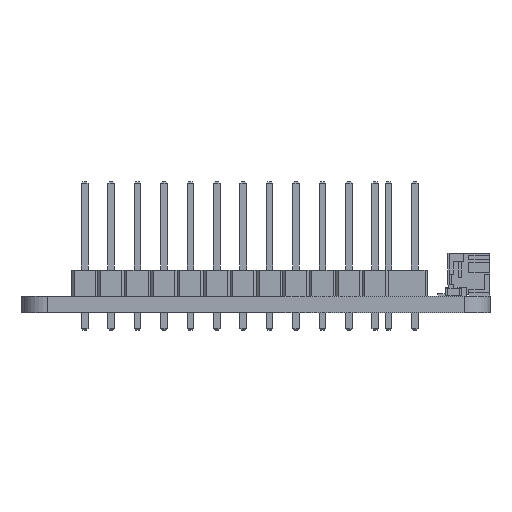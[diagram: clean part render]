
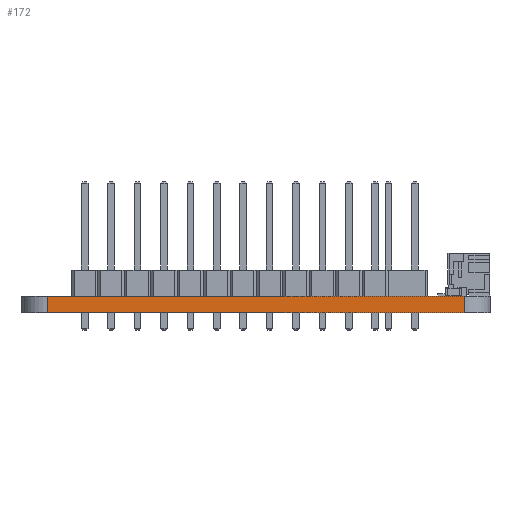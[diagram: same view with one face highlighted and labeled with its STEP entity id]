
A CAD part, left-side view. The second image highlights one B-rep face of the part: STEP entity #172.
In plain terms, the highlighted planar face has unit normal (-1, 0, 0).
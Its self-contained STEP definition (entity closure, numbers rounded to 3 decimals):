
#112 = VERTEX_POINT('',#113);
#113 = CARTESIAN_POINT('',(120.3,-85.6,-1.6));
#120 = EDGE_CURVE('',#121,#112,#123,.T.);
#121 = VERTEX_POINT('',#122);
#122 = CARTESIAN_POINT('',(120.3,-85.6,0.));
#123 = LINE('',#124,#125);
#124 = CARTESIAN_POINT('',(120.3,-85.6,0.));
#125 = VECTOR('',#126,1.);
#126 = DIRECTION('',(0.,0.,-1.));
#172 = ADVANCED_FACE('',(#173),#198,.F.);
#173 = FACE_BOUND('',#174,.F.);
#174 = EDGE_LOOP('',(#175,#185,#191,#192));
#175 = ORIENTED_EDGE('',*,*,#176,.T.);
#176 = EDGE_CURVE('',#177,#179,#181,.T.);
#177 = VERTEX_POINT('',#178);
#178 = CARTESIAN_POINT('',(120.3,-125.6,0.));
#179 = VERTEX_POINT('',#180);
#180 = CARTESIAN_POINT('',(120.3,-125.6,-1.6));
#181 = LINE('',#182,#183);
#182 = CARTESIAN_POINT('',(120.3,-125.6,0.));
#183 = VECTOR('',#184,1.);
#184 = DIRECTION('',(0.,0.,-1.));
#185 = ORIENTED_EDGE('',*,*,#186,.T.);
#186 = EDGE_CURVE('',#179,#112,#187,.T.);
#187 = LINE('',#188,#189);
#188 = CARTESIAN_POINT('',(120.3,-125.6,-1.6));
#189 = VECTOR('',#190,1.);
#190 = DIRECTION('',(0.,1.,0.));
#191 = ORIENTED_EDGE('',*,*,#120,.F.);
#192 = ORIENTED_EDGE('',*,*,#193,.F.);
#193 = EDGE_CURVE('',#177,#121,#194,.T.);
#194 = LINE('',#195,#196);
#195 = CARTESIAN_POINT('',(120.3,-125.6,0.));
#196 = VECTOR('',#197,1.);
#197 = DIRECTION('',(0.,1.,0.));
#198 = PLANE('',#199);
#199 = AXIS2_PLACEMENT_3D('',#200,#201,#202);
#200 = CARTESIAN_POINT('',(120.3,-125.6,0.));
#201 = DIRECTION('',(1.,-0.,0.));
#202 = DIRECTION('',(0.,1.,0.));
